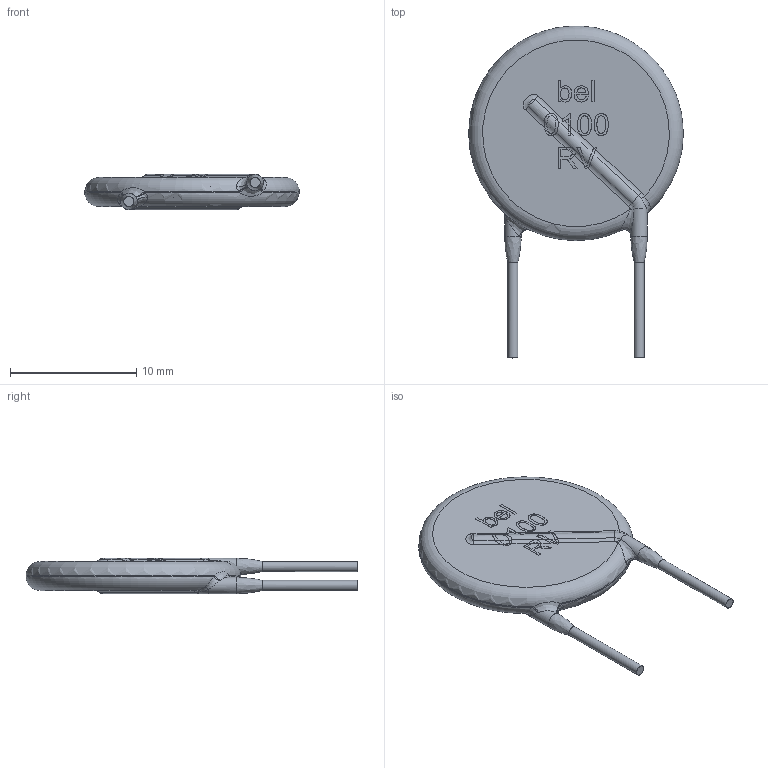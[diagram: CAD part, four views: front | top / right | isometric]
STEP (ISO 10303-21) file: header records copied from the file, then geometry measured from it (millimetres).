
FILE_DESCRIPTION(/* description */ ('STEP AP214'),/* implementation_level */ '2;1');
FILE_NAME(/* name */ '0ZRV0100FF1A',/* time_stamp */ '2024-07-15T14:59:22+02:00',/* author */ ('License CC BY-ND 4.0'),/* organization */ ('CADENAS'),/* preprocessor_version */ 'ST-DEVELOPER v19.3',/* originating_system */ 'PARTsolutions',/* authorisation */ ' ');
FILE_SCHEMA (('MODEL_BASED_INTEGRATED_MANUFACTURING_SCHEMA','AUTOMOTIVE_DESIGN {1 0 10303 214 3 1 1}'));
Length unit declared in the file: millimetre
Products named in the file (5): 0ZRV0100FF1A; 0ZRV0100FF1A_PART1; 0ZRV0100FF1A_PART2; 0ZRV0100FF1A_PART3; 0ZRV0100FF1A_PART4
Assembly tree (4 placements, depth 2):
  0ZRV0100FF1A
    0ZRV0100FF1A_PART1
    0ZRV0100FF1A_PART2
    0ZRV0100FF1A_PART3
    0ZRV0100FF1A_PART4
Bounding box: 17 x 26.3 x 2.8 mm (x, y, z)
Volume: 516.7 mm3; surface area: 2477.6 mm2
Topology: 4 solids, 4 shells, 292 faces, 766 edges, 491 vertices
Faces by surface type: bspline 144, cylinder 68, plane 64, torus 16
Full cylindrical faces by diameter (mm): 0.8 x4, 16.5 x4
Entity records: 13819 total; most frequent: CARTESIAN_POINT 5741, ORIENTED_EDGE 1498, DIRECTION 812, EDGE_CURVE 749, VERTEX_POINT 484, B_SPLINE_CURVE_WITH_KNOTS 359, EDGE_LOOP 313, FACE_BOUND 313
